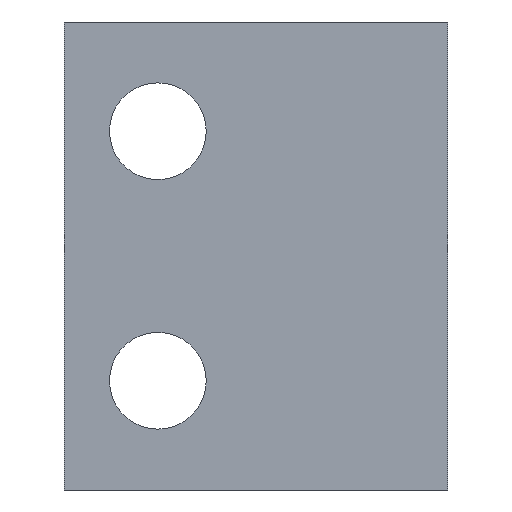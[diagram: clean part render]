
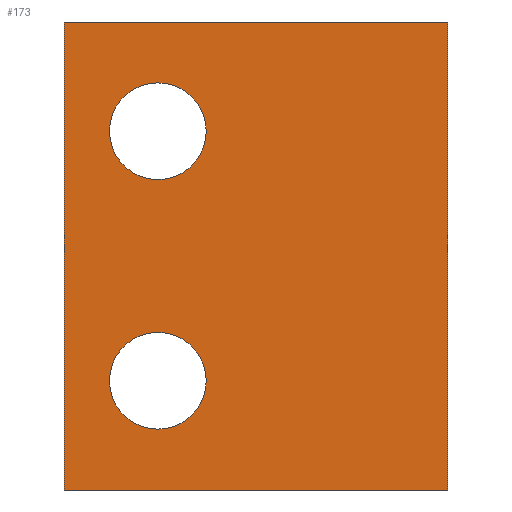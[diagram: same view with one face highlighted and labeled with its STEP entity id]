
A CAD part, left-side view. The second image highlights one B-rep face of the part: STEP entity #173.
In plain terms, the highlighted planar face has unit normal (-1, 0, 0).
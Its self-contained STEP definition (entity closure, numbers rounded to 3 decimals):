
#5 = EDGE_LOOP ( 'NONE', ( #373, #371 ) ) ;
#10 = CIRCLE ( 'NONE', #280, 1.55 ) ;
#18 = AXIS2_PLACEMENT_3D ( 'NONE', #148, #370, #67 ) ;
#26 = FACE_OUTER_BOUND ( 'NONE', #215, .T. ) ;
#31 = DIRECTION ( 'NONE',  ( 1., 0., 0. ) ) ;
#38 = CARTESIAN_POINT ( 'NONE',  ( -2., -6.293, 7.5 ) ) ;
#45 = ORIENTED_EDGE ( 'NONE', *, *, #357, .F. ) ;
#49 = CIRCLE ( 'NONE', #288, 1.55 ) ;
#58 = DIRECTION ( 'NONE',  ( 0., 0., -1. ) ) ;
#66 = ORIENTED_EDGE ( 'NONE', *, *, #286, .T. ) ;
#67 = DIRECTION ( 'NONE',  ( 0., 1., 0. ) ) ;
#77 = DIRECTION ( 'NONE',  ( 0., 0., -1. ) ) ;
#80 = CARTESIAN_POINT ( 'NONE',  ( -2., 3., -4. ) ) ;
#85 = CARTESIAN_POINT ( 'NONE',  ( -2., 3., -2.45 ) ) ;
#88 = CARTESIAN_POINT ( 'NONE',  ( -2., 3., 4. ) ) ;
#95 = EDGE_CURVE ( 'NONE', #181, #395, #145, .T. ) ;
#103 = ORIENTED_EDGE ( 'NONE', *, *, #95, .T. ) ;
#109 = DIRECTION ( 'NONE',  ( 0., 0., -1. ) ) ;
#110 = VECTOR ( 'NONE', #289, 1000. ) ;
#122 = CARTESIAN_POINT ( 'NONE',  ( -2., -6.293, 7.5 ) ) ;
#130 = LINE ( 'NONE', #393, #398 ) ;
#132 = LINE ( 'NONE', #38, #272 ) ;
#134 = AXIS2_PLACEMENT_3D ( 'NONE', #80, #260, #190 ) ;
#135 = VERTEX_POINT ( 'NONE', #85 ) ;
#137 = EDGE_CURVE ( 'NONE', #198, #135, #10, .T. ) ;
#138 = CARTESIAN_POINT ( 'NONE',  ( -2., -6.293, -7.5 ) ) ;
#145 = CIRCLE ( 'NONE', #149, 1.55 ) ;
#148 = CARTESIAN_POINT ( 'NONE',  ( -2., 6., 7.5 ) ) ;
#149 = AXIS2_PLACEMENT_3D ( 'NONE', #88, #209, #58 ) ;
#160 = CARTESIAN_POINT ( 'NONE',  ( -2., 3., 5.55 ) ) ;
#173 = ADVANCED_FACE ( 'NONE', ( #175, #304, #26 ), #243, .F. ) ;
#175 = FACE_BOUND ( 'NONE', #211, .T. ) ;
#176 = EDGE_CURVE ( 'NONE', #185, #247, #130, .T. ) ;
#181 = VERTEX_POINT ( 'NONE', #302 ) ;
#182 = CARTESIAN_POINT ( 'NONE',  ( -2., 6., -7.5 ) ) ;
#184 = DIRECTION ( 'NONE',  ( 0., 0., -1. ) ) ;
#185 = VERTEX_POINT ( 'NONE', #248 ) ;
#190 = DIRECTION ( 'NONE',  ( 0., 0., -1. ) ) ;
#198 = VERTEX_POINT ( 'NONE', #252 ) ;
#205 = CARTESIAN_POINT ( 'NONE',  ( -2., 3., -4. ) ) ;
#206 = VECTOR ( 'NONE', #232, 1000. ) ;
#207 = DIRECTION ( 'NONE',  ( 1., 0., 0. ) ) ;
#209 = DIRECTION ( 'NONE',  ( 1., 0., 0. ) ) ;
#211 = EDGE_LOOP ( 'NONE', ( #103, #66 ) ) ;
#215 = EDGE_LOOP ( 'NONE', ( #308, #45, #275, #379 ) ) ;
#231 = VERTEX_POINT ( 'NONE', #122 ) ;
#232 = DIRECTION ( 'NONE',  ( 0., -1., 0. ) ) ;
#243 = PLANE ( 'NONE',  #18 ) ;
#247 = VERTEX_POINT ( 'NONE', #182 ) ;
#248 = CARTESIAN_POINT ( 'NONE',  ( -2., 6., 7.5 ) ) ;
#252 = CARTESIAN_POINT ( 'NONE',  ( -2., 3., -5.55 ) ) ;
#254 = CARTESIAN_POINT ( 'NONE',  ( -2., 6., 7.5 ) ) ;
#260 = DIRECTION ( 'NONE',  ( 1., 0., 0. ) ) ;
#272 = VECTOR ( 'NONE', #77, 1000. ) ;
#275 = ORIENTED_EDGE ( 'NONE', *, *, #366, .F. ) ;
#280 = AXIS2_PLACEMENT_3D ( 'NONE', #205, #207, #358 ) ;
#285 = LINE ( 'NONE', #254, #206 ) ;
#286 = EDGE_CURVE ( 'NONE', #395, #181, #49, .T. ) ;
#288 = AXIS2_PLACEMENT_3D ( 'NONE', #341, #31, #109 ) ;
#289 = DIRECTION ( 'NONE',  ( 0., -1., 0. ) ) ;
#302 = CARTESIAN_POINT ( 'NONE',  ( -2., 3., 2.45 ) ) ;
#304 = FACE_BOUND ( 'NONE', #5, .T. ) ;
#308 = ORIENTED_EDGE ( 'NONE', *, *, #400, .T. ) ;
#312 = CIRCLE ( 'NONE', #134, 1.55 ) ;
#317 = VERTEX_POINT ( 'NONE', #138 ) ;
#341 = CARTESIAN_POINT ( 'NONE',  ( -2., 3., 4. ) ) ;
#346 = LINE ( 'NONE', #374, #110 ) ;
#350 = EDGE_CURVE ( 'NONE', #135, #198, #312, .T. ) ;
#357 = EDGE_CURVE ( 'NONE', #231, #317, #132, .T. ) ;
#358 = DIRECTION ( 'NONE',  ( 0., 0., -1. ) ) ;
#366 = EDGE_CURVE ( 'NONE', #185, #231, #285, .T. ) ;
#370 = DIRECTION ( 'NONE',  ( 1., 0., 0. ) ) ;
#371 = ORIENTED_EDGE ( 'NONE', *, *, #350, .T. ) ;
#373 = ORIENTED_EDGE ( 'NONE', *, *, #137, .T. ) ;
#374 = CARTESIAN_POINT ( 'NONE',  ( -2., 6., -7.5 ) ) ;
#379 = ORIENTED_EDGE ( 'NONE', *, *, #176, .T. ) ;
#393 = CARTESIAN_POINT ( 'NONE',  ( -2., 6., 7.5 ) ) ;
#395 = VERTEX_POINT ( 'NONE', #160 ) ;
#398 = VECTOR ( 'NONE', #184, 1000. ) ;
#400 = EDGE_CURVE ( 'NONE', #247, #317, #346, .T. ) ;
